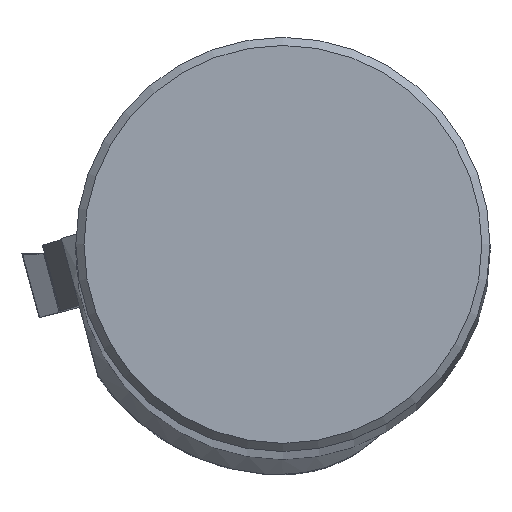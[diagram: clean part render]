
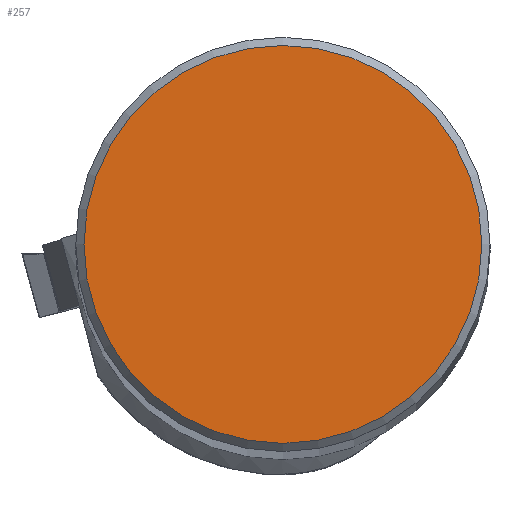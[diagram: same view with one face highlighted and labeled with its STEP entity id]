
A CAD part, top view. The second image highlights one B-rep face of the part: STEP entity #257.
In plain terms, the highlighted planar face has unit normal (0, 0, 1).
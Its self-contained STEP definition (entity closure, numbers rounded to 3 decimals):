
#163=PLANE('',#1601);
#257=ADVANCED_FACE('',(#349),#163,.T.);
#349=FACE_OUTER_BOUND('',#422,.T.);
#422=EDGE_LOOP('',(#787));
#466=CIRCLE('',#1600,12.191);
#787=ORIENTED_EDGE('',*,*,#1157,.T.);
#976=VERTEX_POINT('',#2597);
#1157=EDGE_CURVE('',#976,#976,#466,.T.);
#1600=AXIS2_PLACEMENT_3D('',#2596,#1964,#1965);
#1601=AXIS2_PLACEMENT_3D('',#2598,#1966,#1967);
#1964=DIRECTION('',(0.,0.,1.));
#1965=DIRECTION('',(1.,0.,0.));
#1966=DIRECTION('',(0.,0.,1.));
#1967=DIRECTION('',(1.,0.,0.));
#2596=CARTESIAN_POINT('',(0.,0.,0.));
#2597=CARTESIAN_POINT('',(12.191,0.,0.));
#2598=CARTESIAN_POINT('',(0.,0.,
0.));
